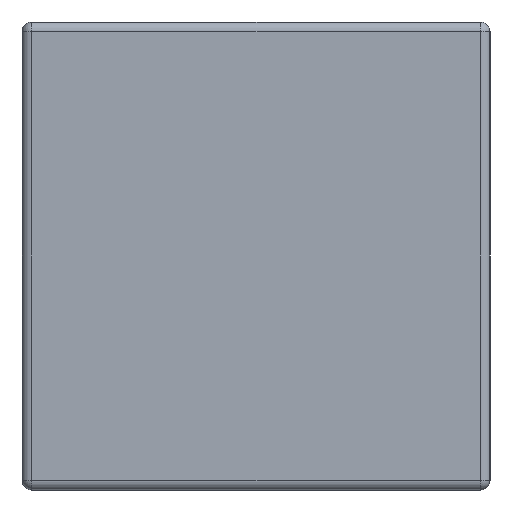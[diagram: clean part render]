
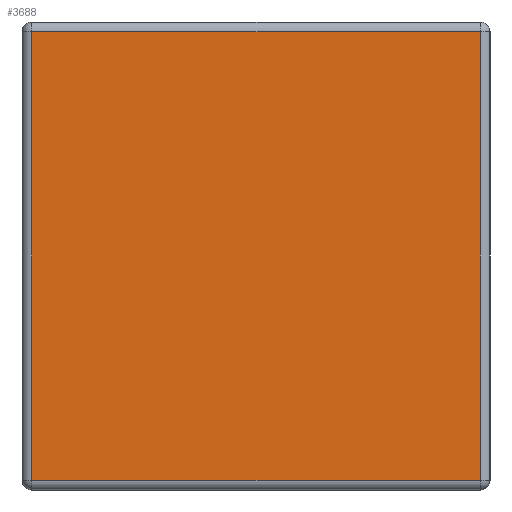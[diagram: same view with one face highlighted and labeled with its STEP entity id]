
A CAD part, left-side view. The second image highlights one B-rep face of the part: STEP entity #3688.
In plain terms, the highlighted planar face has unit normal (-1, 0, 0).
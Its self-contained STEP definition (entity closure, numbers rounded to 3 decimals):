
#143 = VECTOR ( 'NONE', #1670, 1000. ) ;
#338 = EDGE_CURVE ( 'NONE', #478, #365, #735, .T. ) ;
#365 = VERTEX_POINT ( 'NONE', #3739 ) ;
#478 = VERTEX_POINT ( 'NONE', #2302 ) ;
#735 = LINE ( 'NONE', #2176, #742 ) ;
#742 = VECTOR ( 'NONE', #1565, 1000. ) ;
#748 = ORIENTED_EDGE ( 'NONE', *, *, #3171, .T. ) ;
#765 = CARTESIAN_POINT ( 'NONE',  ( 0., 0.011, 0. ) ) ;
#1198 = VERTEX_POINT ( 'NONE', #1952 ) ;
#1463 = DIRECTION ( 'NONE',  ( 0., 0., 1. ) ) ;
#1565 = DIRECTION ( 'NONE',  ( 0., 1., 0. ) ) ;
#1670 = DIRECTION ( 'NONE',  ( 0., -1., 0. ) ) ;
#1706 = ORIENTED_EDGE ( 'NONE', *, *, #338, .T. ) ;
#1722 = VECTOR ( 'NONE', #3318, 1000. ) ;
#1865 = LINE ( 'NONE', #765, #1722 ) ;
#1900 = DIRECTION ( 'NONE',  ( 0., 0., -1. ) ) ;
#1901 = DIRECTION ( 'NONE',  ( -1., 0., 0. ) ) ;
#1952 = CARTESIAN_POINT ( 'NONE',  ( 0., 0.011, -0.539 ) ) ;
#2007 = LINE ( 'NONE', #2396, #143 ) ;
#2144 = ORIENTED_EDGE ( 'NONE', *, *, #2833, .T. ) ;
#2176 = CARTESIAN_POINT ( 'NONE',  ( 0., 0.55, -0.011 ) ) ;
#2302 = CARTESIAN_POINT ( 'NONE',  ( 0., 0.011, -0.011 ) ) ;
#2396 = CARTESIAN_POINT ( 'NONE',  ( 0., 0., -0.539 ) ) ;
#2650 = EDGE_CURVE ( 'NONE', #2923, #1198, #2007, .T. ) ;
#2665 = LINE ( 'NONE', #3299, #3396 ) ;
#2833 = EDGE_CURVE ( 'NONE', #365, #2923, #2665, .T. ) ;
#2923 = VERTEX_POINT ( 'NONE', #4122 ) ;
#2974 = CARTESIAN_POINT ( 'NONE',  ( 0., 0., 0. ) ) ;
#2995 = PLANE ( 'NONE',  #4396 ) ;
#3171 = EDGE_CURVE ( 'NONE', #1198, #478, #1865, .T. ) ;
#3299 = CARTESIAN_POINT ( 'NONE',  ( 0., 0.539, -0.55 ) ) ;
#3318 = DIRECTION ( 'NONE',  ( 0., 0., 1. ) ) ;
#3355 = EDGE_LOOP ( 'NONE', ( #4073, #748, #1706, #2144 ) ) ;
#3396 = VECTOR ( 'NONE', #1900, 1000. ) ;
#3688 = ADVANCED_FACE ( 'NONE', ( #4036 ), #2995, .T. ) ;
#3739 = CARTESIAN_POINT ( 'NONE',  ( 0., 0.539, -0.011 ) ) ;
#4036 = FACE_OUTER_BOUND ( 'NONE', #3355, .T. ) ;
#4073 = ORIENTED_EDGE ( 'NONE', *, *, #2650, .T. ) ;
#4122 = CARTESIAN_POINT ( 'NONE',  ( 0., 0.539, -0.539 ) ) ;
#4396 = AXIS2_PLACEMENT_3D ( 'NONE', #2974, #1901, #1463 ) ;
